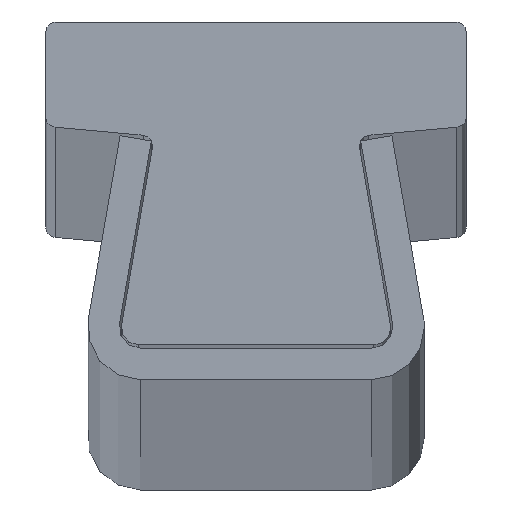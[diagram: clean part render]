
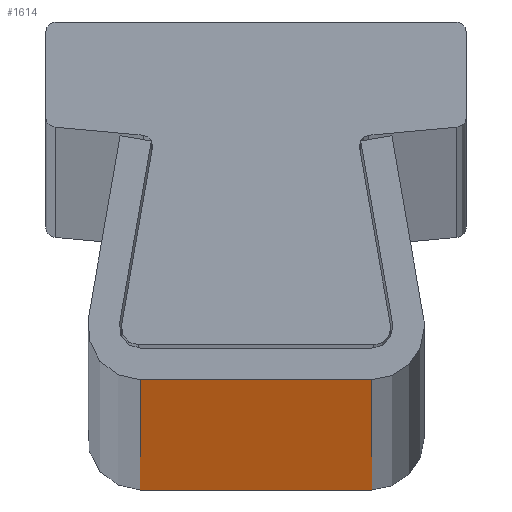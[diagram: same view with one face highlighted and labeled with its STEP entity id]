
A CAD part, top view. The second image highlights one B-rep face of the part: STEP entity #1614.
In plain terms, the highlighted planar face has unit normal (0, -1, 0).
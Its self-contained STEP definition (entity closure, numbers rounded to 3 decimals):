
#4 = VERTEX_POINT ( 'NONE', #1722 ) ;
#12 = FACE_OUTER_BOUND ( 'NONE', #1653, .T. ) ;
#75 = CARTESIAN_POINT ( 'NONE',  ( -5.5, -4.958, 0. ) ) ;
#99 = EDGE_CURVE ( 'NONE', #4, #569, #1571, .T. ) ;
#241 = ORIENTED_EDGE ( 'NONE', *, *, #250, .T. ) ;
#250 = EDGE_CURVE ( 'NONE', #569, #936, #387, .T. ) ;
#337 = VERTEX_POINT ( 'NONE', #75 ) ;
#382 = CARTESIAN_POINT ( 'NONE',  ( -5.5, -4.958, 0. ) ) ;
#387 = LINE ( 'NONE', #1724, #1393 ) ;
#433 = CARTESIAN_POINT ( 'NONE',  ( -5.5, -4.958, -3000. ) ) ;
#453 = DIRECTION ( 'NONE',  ( 0., -1., 0. ) ) ;
#460 = ORIENTED_EDGE ( 'NONE', *, *, #1384, .F. ) ;
#498 = EDGE_CURVE ( 'NONE', #337, #936, #800, .T. ) ;
#509 = CARTESIAN_POINT ( 'NONE',  ( -5.5, -4.958, -3000. ) ) ;
#567 = PLANE ( 'NONE',  #1362 ) ;
#569 = VERTEX_POINT ( 'NONE', #657 ) ;
#657 = CARTESIAN_POINT ( 'NONE',  ( 5.5, -4.958, -3000. ) ) ;
#800 = LINE ( 'NONE', #382, #1305 ) ;
#812 = ORIENTED_EDGE ( 'NONE', *, *, #498, .F. ) ;
#813 = DIRECTION ( 'NONE',  ( 0., 0., 1. ) ) ;
#915 = LINE ( 'NONE', #433, #1162 ) ;
#936 = VERTEX_POINT ( 'NONE', #1655 ) ;
#1039 = DIRECTION ( 'NONE',  ( 0., 0., -1. ) ) ;
#1065 = DIRECTION ( 'NONE',  ( 1., 0., 0. ) ) ;
#1162 = VECTOR ( 'NONE', #1379, 1000. ) ;
#1305 = VECTOR ( 'NONE', #1065, 1000. ) ;
#1362 = AXIS2_PLACEMENT_3D ( 'NONE', #509, #453, #1039 ) ;
#1379 = DIRECTION ( 'NONE',  ( 0., 0., 1. ) ) ;
#1384 = EDGE_CURVE ( 'NONE', #4, #337, #915, .T. ) ;
#1393 = VECTOR ( 'NONE', #813, 1000. ) ;
#1438 = CARTESIAN_POINT ( 'NONE',  ( -5.5, -4.958, -3000. ) ) ;
#1548 = ORIENTED_EDGE ( 'NONE', *, *, #99, .T. ) ;
#1571 = LINE ( 'NONE', #1438, #1642 ) ;
#1614 = ADVANCED_FACE ( 'NONE', ( #12 ), #567, .T. ) ;
#1642 = VECTOR ( 'NONE', #1675, 1000. ) ;
#1653 = EDGE_LOOP ( 'NONE', ( #812, #460, #1548, #241 ) ) ;
#1655 = CARTESIAN_POINT ( 'NONE',  ( 5.5, -4.958, 0. ) ) ;
#1675 = DIRECTION ( 'NONE',  ( 1., 0., 0. ) ) ;
#1722 = CARTESIAN_POINT ( 'NONE',  ( -5.5, -4.958, -3000. ) ) ;
#1724 = CARTESIAN_POINT ( 'NONE',  ( 5.5, -4.958, -3000. ) ) ;
